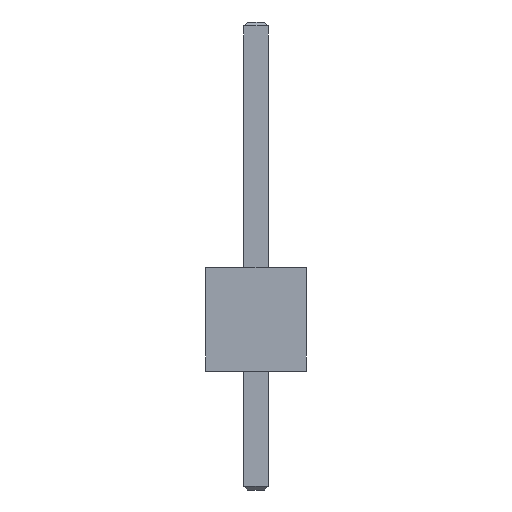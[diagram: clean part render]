
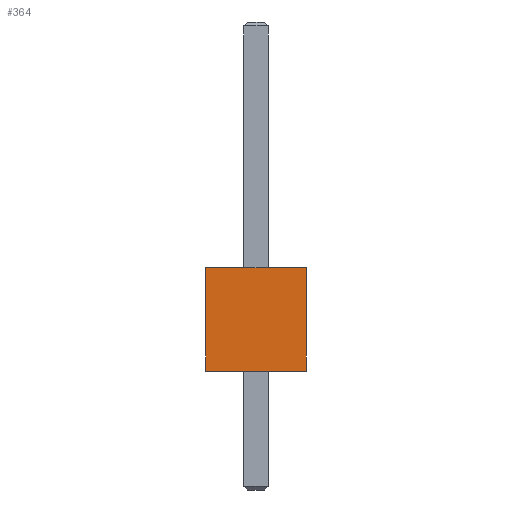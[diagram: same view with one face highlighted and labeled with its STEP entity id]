
A CAD part, front view. The second image highlights one B-rep face of the part: STEP entity #364.
In plain terms, the highlighted face is planar.
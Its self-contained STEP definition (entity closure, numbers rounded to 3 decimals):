
#364=ADVANCED_FACE('',(#569),#571,.T.);
#569=FACE_BOUND('',#570,.T.);
#570=EDGE_LOOP('',(#725,#726,#727,#728));
#571=PLANE('',#572);
#572=AXIS2_PLACEMENT_3D('',#573,#574,#575);
#573=CARTESIAN_POINT('',(0.,0.,0.));
#574=DIRECTION('',(0.,0.,1.));
#575=DIRECTION('',(1.,0.,0.));
#725=ORIENTED_EDGE('',*,*,#799,.T.);
#726=ORIENTED_EDGE('',*,*,#817,.T.);
#727=ORIENTED_EDGE('',*,*,#818,.F.);
#728=ORIENTED_EDGE('',*,*,#819,.F.);
#799=EDGE_CURVE('',#854,#852,#855,.T.);
#817=EDGE_CURVE('',#852,#882,#884,.T.);
#818=EDGE_CURVE('',#885,#882,#886,.T.);
#819=EDGE_CURVE('',#854,#885,#887,.T.);
#852=VERTEX_POINT('',#938);
#854=VERTEX_POINT('',#942);
#855=LINE('',#943,#944);
#882=VERTEX_POINT('',#1004);
#884=LINE('',#1008,#1009);
#885=VERTEX_POINT('',#1011);
#886=LINE('',#1012,#1013);
#887=LINE('',#1015,#1016);
#938=CARTESIAN_POINT('',(2.54,0.,0.));
#942=CARTESIAN_POINT('',(0.,0.,0.));
#943=CARTESIAN_POINT('',(0.,0.,0.));
#944=VECTOR('',#945,1.);
#945=DIRECTION('',(1.,0.,0.));
#1004=CARTESIAN_POINT('',(2.54,2.6,0.));
#1008=CARTESIAN_POINT('',(2.54,0.,0.));
#1009=VECTOR('',#1010,1.);
#1010=DIRECTION('',(0.,1.,0.));
#1011=CARTESIAN_POINT('',(0.,2.6,0.));
#1012=CARTESIAN_POINT('',(0.,2.6,0.));
#1013=VECTOR('',#1014,1.);
#1014=DIRECTION('',(1.,0.,0.));
#1015=CARTESIAN_POINT('',(0.,0.,0.));
#1016=VECTOR('',#1017,1.);
#1017=DIRECTION('',(0.,1.,0.));
